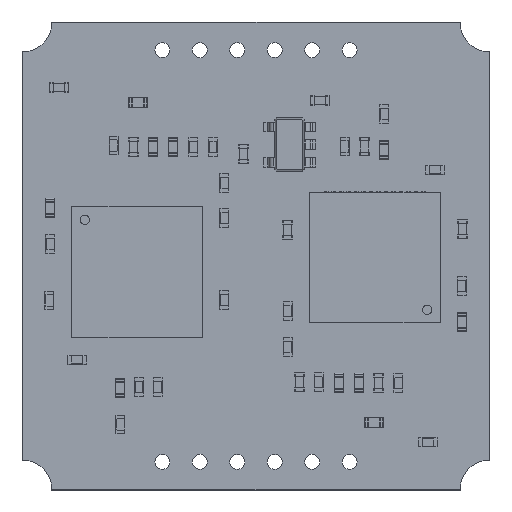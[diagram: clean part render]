
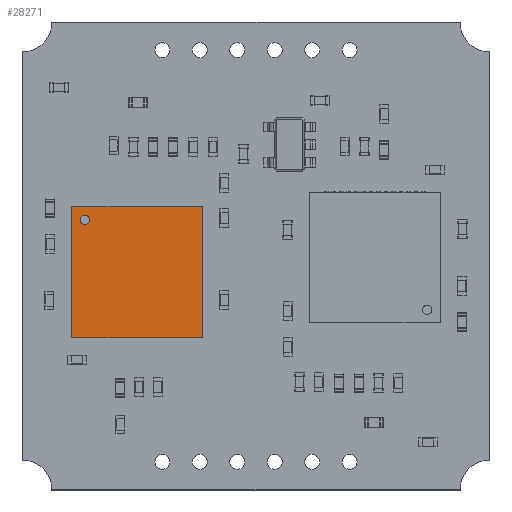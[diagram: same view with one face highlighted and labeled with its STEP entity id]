
A CAD part, top view. The second image highlights one B-rep face of the part: STEP entity #28271.
In plain terms, the highlighted planar face has unit normal (0, 0, 1).
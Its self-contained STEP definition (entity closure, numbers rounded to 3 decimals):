
#4342 = PLANE('',#4343);
#4343 = AXIS2_PLACEMENT_3D('',#4344,#4345,#4346);
#4344 = CARTESIAN_POINT('',(-3.49,3.49,0.02));
#4345 = DIRECTION('',(0.,-1.,0.));
#4346 = DIRECTION('',(0.,0.,1.));
#4623 = PLANE('',#4624);
#4624 = AXIS2_PLACEMENT_3D('',#4625,#4626,#4627);
#4625 = CARTESIAN_POINT('',(-3.49,3.49,0.02));
#4626 = DIRECTION('',(1.,0.,0.));
#4627 = DIRECTION('',(0.,0.,1.));
#6219 = PLANE('',#6220);
#6220 = AXIS2_PLACEMENT_3D('',#6221,#6222,#6223);
#6221 = CARTESIAN_POINT('',(-3.49,-3.49,0.02));
#6222 = DIRECTION('',(0.,-1.,0.));
#6223 = DIRECTION('',(0.,0.,1.));
#7815 = PLANE('',#7816);
#7816 = AXIS2_PLACEMENT_3D('',#7817,#7818,#7819);
#7817 = CARTESIAN_POINT('',(3.49,3.49,0.02));
#7818 = DIRECTION('',(1.,0.,0.));
#7819 = DIRECTION('',(0.,0.,1.));
#11018 = EDGE_CURVE('',#11019,#11021,#11023,.T.);
#11019 = VERTEX_POINT('',#11020);
#11020 = CARTESIAN_POINT('',(-3.49,3.49,0.92));
#11021 = VERTEX_POINT('',#11022);
#11022 = CARTESIAN_POINT('',(3.49,3.49,0.92));
#11023 = SURFACE_CURVE('',#11024,(#11028,#11035),.PCURVE_S1.);
#11024 = LINE('',#11025,#11026);
#11025 = CARTESIAN_POINT('',(-3.49,3.49,0.92));
#11026 = VECTOR('',#11027,1.);
#11027 = DIRECTION('',(1.,0.,0.));
#11028 = PCURVE('',#4342,#11029);
#11029 = DEFINITIONAL_REPRESENTATION('',(#11030),#11034);
#11030 = LINE('',#11031,#11032);
#11031 = CARTESIAN_POINT('',(0.9,0.));
#11032 = VECTOR('',#11033,1.);
#11033 = DIRECTION('',(0.,-1.));
#11034 = ( GEOMETRIC_REPRESENTATION_CONTEXT(2) 
PARAMETRIC_REPRESENTATION_CONTEXT() REPRESENTATION_CONTEXT('2D SPACE',''
  ) );
#11035 = PCURVE('',#11036,#11041);
#11036 = PLANE('',#11037);
#11037 = AXIS2_PLACEMENT_3D('',#11038,#11039,#11040);
#11038 = CARTESIAN_POINT('',(-3.49,3.49,0.92));
#11039 = DIRECTION('',(0.,0.,1.));
#11040 = DIRECTION('',(0.,-1.,0.));
#11041 = DEFINITIONAL_REPRESENTATION('',(#11042),#11046);
#11042 = LINE('',#11043,#11044);
#11043 = CARTESIAN_POINT('',(0.,0.));
#11044 = VECTOR('',#11045,1.);
#11045 = DIRECTION('',(0.,1.));
#11046 = ( GEOMETRIC_REPRESENTATION_CONTEXT(2) 
PARAMETRIC_REPRESENTATION_CONTEXT() REPRESENTATION_CONTEXT('2D SPACE',''
  ) );
#12076 = EDGE_CURVE('',#11019,#12077,#12079,.T.);
#12077 = VERTEX_POINT('',#12078);
#12078 = CARTESIAN_POINT('',(-3.49,-3.49,0.92));
#12079 = SURFACE_CURVE('',#12080,(#12084,#12091),.PCURVE_S1.);
#12080 = LINE('',#12081,#12082);
#12081 = CARTESIAN_POINT('',(-3.49,3.49,0.92));
#12082 = VECTOR('',#12083,1.);
#12083 = DIRECTION('',(0.,-1.,0.));
#12084 = PCURVE('',#4623,#12085);
#12085 = DEFINITIONAL_REPRESENTATION('',(#12086),#12090);
#12086 = LINE('',#12087,#12088);
#12087 = CARTESIAN_POINT('',(0.9,0.));
#12088 = VECTOR('',#12089,1.);
#12089 = DIRECTION('',(0.,1.));
#12090 = ( GEOMETRIC_REPRESENTATION_CONTEXT(2) 
PARAMETRIC_REPRESENTATION_CONTEXT() REPRESENTATION_CONTEXT('2D SPACE',''
  ) );
#12091 = PCURVE('',#11036,#12092);
#12092 = DEFINITIONAL_REPRESENTATION('',(#12093),#12097);
#12093 = LINE('',#12094,#12095);
#12094 = CARTESIAN_POINT('',(0.,0.));
#12095 = VECTOR('',#12096,1.);
#12096 = DIRECTION('',(1.,0.));
#12097 = ( GEOMETRIC_REPRESENTATION_CONTEXT(2) 
PARAMETRIC_REPRESENTATION_CONTEXT() REPRESENTATION_CONTEXT('2D SPACE',''
  ) );
#19411 = EDGE_CURVE('',#11021,#19412,#19414,.T.);
#19412 = VERTEX_POINT('',#19413);
#19413 = CARTESIAN_POINT('',(3.49,-3.49,0.92));
#19414 = SURFACE_CURVE('',#19415,(#19419,#19426),.PCURVE_S1.);
#19415 = LINE('',#19416,#19417);
#19416 = CARTESIAN_POINT('',(3.49,3.49,0.92));
#19417 = VECTOR('',#19418,1.);
#19418 = DIRECTION('',(0.,-1.,0.));
#19419 = PCURVE('',#7815,#19420);
#19420 = DEFINITIONAL_REPRESENTATION('',(#19421),#19425);
#19421 = LINE('',#19422,#19423);
#19422 = CARTESIAN_POINT('',(0.9,0.));
#19423 = VECTOR('',#19424,1.);
#19424 = DIRECTION('',(0.,1.));
#19425 = ( GEOMETRIC_REPRESENTATION_CONTEXT(2) 
PARAMETRIC_REPRESENTATION_CONTEXT() REPRESENTATION_CONTEXT('2D SPACE',''
  ) );
#19426 = PCURVE('',#11036,#19427);
#19427 = DEFINITIONAL_REPRESENTATION('',(#19428),#19432);
#19428 = LINE('',#19429,#19430);
#19429 = CARTESIAN_POINT('',(0.,6.98));
#19430 = VECTOR('',#19431,1.);
#19431 = DIRECTION('',(1.,0.));
#19432 = ( GEOMETRIC_REPRESENTATION_CONTEXT(2) 
PARAMETRIC_REPRESENTATION_CONTEXT() REPRESENTATION_CONTEXT('2D SPACE',''
  ) );
#20480 = EDGE_CURVE('',#12077,#19412,#20481,.T.);
#20481 = SURFACE_CURVE('',#20482,(#20486,#20493),.PCURVE_S1.);
#20482 = LINE('',#20483,#20484);
#20483 = CARTESIAN_POINT('',(-3.49,-3.49,0.92));
#20484 = VECTOR('',#20485,1.);
#20485 = DIRECTION('',(1.,0.,0.));
#20486 = PCURVE('',#6219,#20487);
#20487 = DEFINITIONAL_REPRESENTATION('',(#20488),#20492);
#20488 = LINE('',#20489,#20490);
#20489 = CARTESIAN_POINT('',(0.9,0.));
#20490 = VECTOR('',#20491,1.);
#20491 = DIRECTION('',(0.,-1.));
#20492 = ( GEOMETRIC_REPRESENTATION_CONTEXT(2) 
PARAMETRIC_REPRESENTATION_CONTEXT() REPRESENTATION_CONTEXT('2D SPACE',''
  ) );
#20493 = PCURVE('',#11036,#20494);
#20494 = DEFINITIONAL_REPRESENTATION('',(#20495),#20499);
#20495 = LINE('',#20496,#20497);
#20496 = CARTESIAN_POINT('',(6.98,0.));
#20497 = VECTOR('',#20498,1.);
#20498 = DIRECTION('',(0.,1.));
#20499 = ( GEOMETRIC_REPRESENTATION_CONTEXT(2) 
PARAMETRIC_REPRESENTATION_CONTEXT() REPRESENTATION_CONTEXT('2D SPACE',''
  ) );
#28271 = ADVANCED_FACE('',(#28272,#28278),#11036,.T.);
#28272 = FACE_BOUND('',#28273,.T.);
#28273 = EDGE_LOOP('',(#28274,#28275,#28276,#28277));
#28274 = ORIENTED_EDGE('',*,*,#11018,.F.);
#28275 = ORIENTED_EDGE('',*,*,#12076,.T.);
#28276 = ORIENTED_EDGE('',*,*,#20480,.T.);
#28277 = ORIENTED_EDGE('',*,*,#19411,.F.);
#28278 = FACE_BOUND('',#28279,.T.);
#28279 = EDGE_LOOP('',(#28280));
#28280 = ORIENTED_EDGE('',*,*,#28281,.T.);
#28281 = EDGE_CURVE('',#28282,#28282,#28284,.T.);
#28282 = VERTEX_POINT('',#28283);
#28283 = CARTESIAN_POINT('',(-2.8,2.55,0.92));
#28284 = SURFACE_CURVE('',#28285,(#28290,#28301),.PCURVE_S1.);
#28285 = CIRCLE('',#28286,0.25);
#28286 = AXIS2_PLACEMENT_3D('',#28287,#28288,#28289);
#28287 = CARTESIAN_POINT('',(-2.8,2.8,0.92));
#28288 = DIRECTION('',(-0.,0.,-1.));
#28289 = DIRECTION('',(0.,-1.,0.));
#28290 = PCURVE('',#11036,#28291);
#28291 = DEFINITIONAL_REPRESENTATION('',(#28292),#28300);
#28292 = ( BOUNDED_CURVE() B_SPLINE_CURVE(2,(#28293,#28294,#28295,#28296
    ,#28297,#28298,#28299),.UNSPECIFIED.,.T.,.F.) 
B_SPLINE_CURVE_WITH_KNOTS((1,2,2,2,2,1),(-2.094,0.,
    2.094,4.189,6.283,8.378),
.UNSPECIFIED.) CURVE() GEOMETRIC_REPRESENTATION_ITEM() 
RATIONAL_B_SPLINE_CURVE((1.,0.5,1.,0.5,1.,0.5,1.)) REPRESENTATION_ITEM(
  '') );
#28293 = CARTESIAN_POINT('',(0.94,0.69));
#28294 = CARTESIAN_POINT('',(0.94,0.257));
#28295 = CARTESIAN_POINT('',(0.565,0.473));
#28296 = CARTESIAN_POINT('',(0.19,0.69));
#28297 = CARTESIAN_POINT('',(0.565,0.907));
#28298 = CARTESIAN_POINT('',(0.94,1.123));
#28299 = CARTESIAN_POINT('',(0.94,0.69));
#28300 = ( GEOMETRIC_REPRESENTATION_CONTEXT(2) 
PARAMETRIC_REPRESENTATION_CONTEXT() REPRESENTATION_CONTEXT('2D SPACE',''
  ) );
#28301 = PCURVE('',#28302,#28307);
#28302 = CYLINDRICAL_SURFACE('',#28303,0.25);
#28303 = AXIS2_PLACEMENT_3D('',#28304,#28305,#28306);
#28304 = CARTESIAN_POINT('',(-2.8,2.8,0.93));
#28305 = DIRECTION('',(0.,0.,-1.));
#28306 = DIRECTION('',(0.,-1.,-0.));
#28307 = DEFINITIONAL_REPRESENTATION('',(#28308),#28312);
#28308 = LINE('',#28309,#28310);
#28309 = CARTESIAN_POINT('',(0.,0.01));
#28310 = VECTOR('',#28311,1.);
#28311 = DIRECTION('',(1.,0.));
#28312 = ( GEOMETRIC_REPRESENTATION_CONTEXT(2) 
PARAMETRIC_REPRESENTATION_CONTEXT() REPRESENTATION_CONTEXT('2D SPACE',''
  ) );
